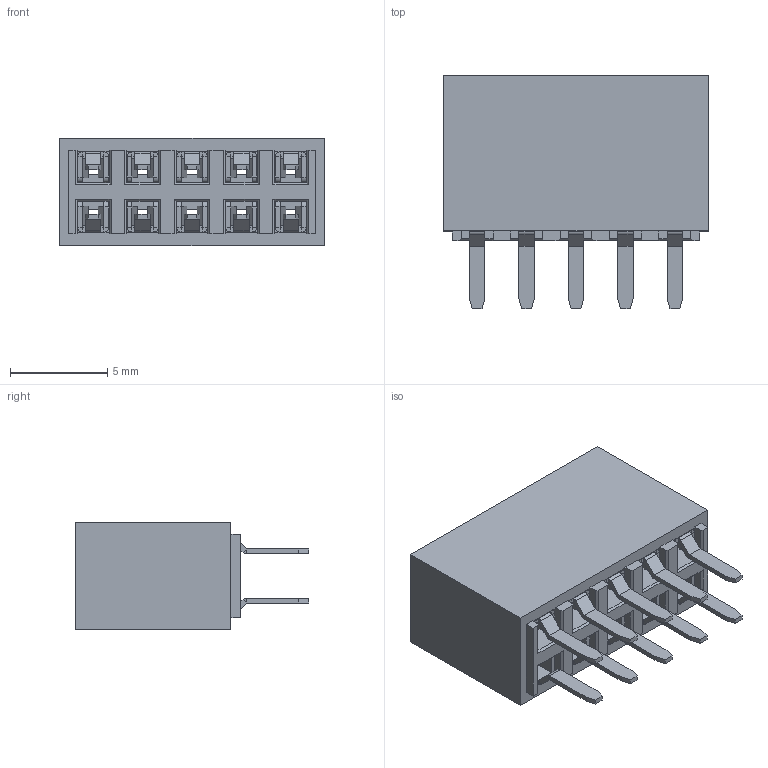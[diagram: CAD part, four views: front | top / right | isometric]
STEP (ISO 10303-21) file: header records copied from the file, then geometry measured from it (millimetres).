
FILE_DESCRIPTION(/* description */ (''),/* implementation_level */ '2;1');
FILE_NAME(/* name */ '624-10-2-20-xx.stp',/* time_stamp */ '2025-05-28T10:04:21+08:00',/* author */ (''),/* organization */ (''),/* preprocessor_version */ 'ST-DEVELOPER v15',/* originating_system */ 'SIEMENS PLM Software NX 9.0',/* authorisation */ '');
FILE_SCHEMA (('AP203_CONFIGURATION_CONTROLLED_3D_DESIGN_OF_MECHANICAL_PARTS_AND_ASSEMBLIES_MIM_LF { 1 0 10303 403 2 1 2}'));
Length unit declared in the file: millimetre
Products named in the file (1): 624-10-2-20-xx
Bounding box: 13.6 x 12 x 5.5 mm (x, y, z)
Volume: 475.2 mm3; surface area: 1613.5 mm2
Topology: 11 solids, 11 shells, 1321 faces, 3194 edges, 1896 vertices
Faces by surface type: plane 941, cylinder 380
Entity records: 37640 total; most frequent: DIRECTION 6598, CARTESIAN_POINT 6412, ORIENTED_EDGE 6388, EDGE_CURVE 3194, LINE 2434, VECTOR 2434, AXIS2_PLACEMENT_3D 2082, VERTEX_POINT 1896
